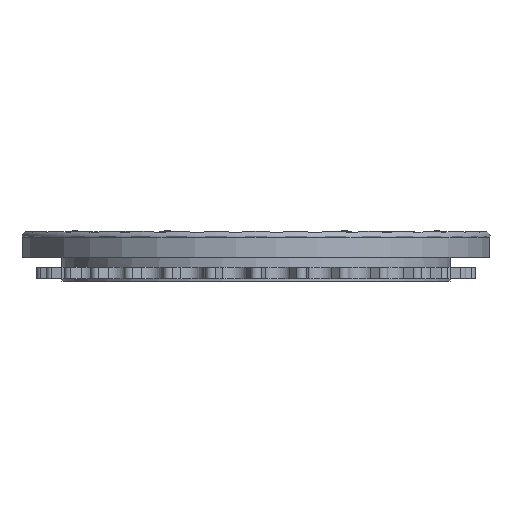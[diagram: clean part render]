
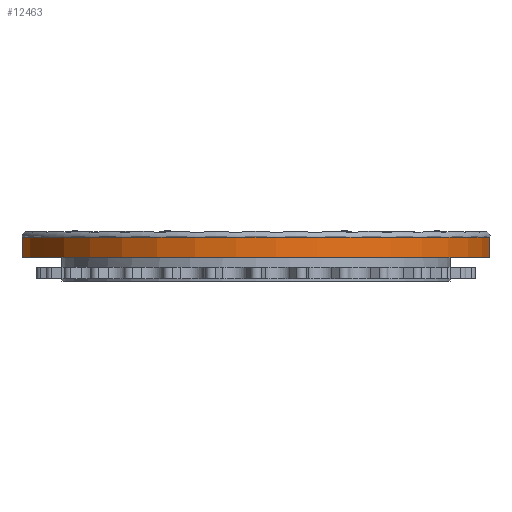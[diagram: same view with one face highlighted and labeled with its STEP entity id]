
A CAD part, left-side view. The second image highlights one B-rep face of the part: STEP entity #12463.
In plain terms, the highlighted cylindrical face has radius 66.591 mm (diameter 133.182 mm), a partial arc.
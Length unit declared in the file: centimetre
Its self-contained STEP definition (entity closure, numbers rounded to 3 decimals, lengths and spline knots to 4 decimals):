
#139=CYLINDRICAL_SURFACE('',#13232,6.6591);
#324=LINE('',#33729,#683);
#326=LINE('',#33972,#685);
#683=VECTOR('',#14789,1.);
#685=VECTOR('',#14815,1.);
#1618=FACE_OUTER_BOUND('',#2391,.T.);
#2391=EDGE_LOOP('',(#10473,#10474,#10475,#10476));
#4046=CIRCLE('',#13223,6.6591);
#4050=CIRCLE('',#13228,6.6591);
#5145=VERTEX_POINT('',#33664);
#5147=VERTEX_POINT('',#33728);
#5149=VERTEX_POINT('',#33734);
#5153=VERTEX_POINT('',#33964);
#6988=EDGE_CURVE('',#5145,#5147,#324,.T.);
#6992=EDGE_CURVE('',#5145,#5149,#4046,.T.);
#7002=EDGE_CURVE('',#5147,#5153,#4050,.T.);
#7006=EDGE_CURVE('',#5153,#5149,#326,.T.);
#10473=ORIENTED_EDGE('',*,*,#6988,.F.);
#10474=ORIENTED_EDGE('',*,*,#6992,.T.);
#10475=ORIENTED_EDGE('',*,*,#7006,.F.);
#10476=ORIENTED_EDGE('',*,*,#7002,.F.);
#12463=ADVANCED_FACE('',(#1618),#139,.T.);
#13223=AXIS2_PLACEMENT_3D('',#33744,#14795,#14796);
#13228=AXIS2_PLACEMENT_3D('',#33965,#14805,#14806);
#13232=AXIS2_PLACEMENT_3D('',#33971,#14813,#14814);
#14789=DIRECTION('',(0.,0.,-1.));
#14795=DIRECTION('center_axis',(0.,0.,-1.));
#14796=DIRECTION('ref_axis',(1.,0.,0.));
#14805=DIRECTION('center_axis',(0.,0.,-1.));
#14806=DIRECTION('ref_axis',(1.,0.,0.));
#14813=DIRECTION('center_axis',(0.,0.,-1.));
#14814=DIRECTION('ref_axis',(-1.,0.,0.));
#14815=DIRECTION('',(0.,0.,1.));
#33664=CARTESIAN_POINT('',(5.4574,-3.8158,1.1786));
#33728=CARTESIAN_POINT('',(5.4574,-3.8158,0.6071));
#33729=CARTESIAN_POINT('',(5.4574,-3.8158,0.8928));
#33734=CARTESIAN_POINT('',(5.4574,3.8158,1.1786));
#33744=CARTESIAN_POINT('Origin',(0.,0.,1.1786));
#33964=CARTESIAN_POINT('',(5.4574,3.8158,0.6071));
#33965=CARTESIAN_POINT('Origin',(0.,0.,0.6071));
#33971=CARTESIAN_POINT('Origin',(0.,0.,0.8928));
#33972=CARTESIAN_POINT('',(5.4574,3.8158,0.8928));
